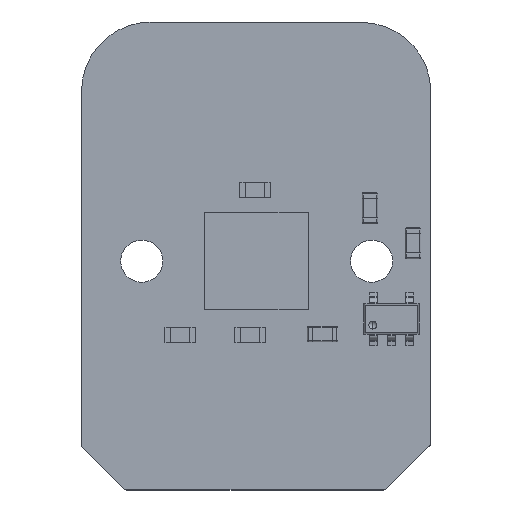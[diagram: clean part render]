
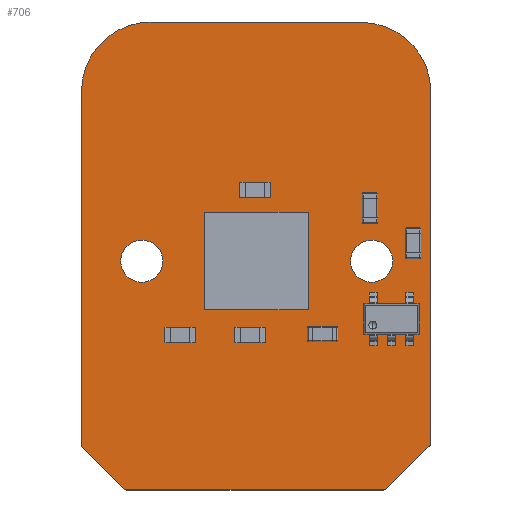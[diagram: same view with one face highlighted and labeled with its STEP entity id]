
A CAD part, top view. The second image highlights one B-rep face of the part: STEP entity #706.
In plain terms, the highlighted planar face has unit normal (0, 0, 1).
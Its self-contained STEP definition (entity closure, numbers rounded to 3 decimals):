
#67 = VERTEX_POINT('',#68);
#68 = CARTESIAN_POINT('',(110.665,70.735,0.));
#74 = EDGE_CURVE('',#67,#75,#77,.T.);
#75 = VERTEX_POINT('',#76);
#76 = CARTESIAN_POINT('',(112.915,68.485,0.));
#77 = LINE('',#78,#79);
#78 = CARTESIAN_POINT('',(110.665,70.735,0.));
#79 = VECTOR('',#80,1.);
#80 = DIRECTION('',(0.707,-0.707,0.));
#105 = EDGE_CURVE('',#75,#106,#108,.T.);
#106 = VERTEX_POINT('',#107);
#107 = CARTESIAN_POINT('',(113.005,68.448,0.));
#108 = CIRCLE('',#109,0.12);
#109 = AXIS2_PLACEMENT_3D('',#110,#111,#112);
#110 = CARTESIAN_POINT('',(113.002,68.568,0.));
#111 = DIRECTION('',(0.,0.,1.));
#112 = DIRECTION('',(-0.723,-0.691,0.));
#138 = EDGE_CURVE('',#106,#139,#141,.T.);
#139 = VERTEX_POINT('',#140);
#140 = CARTESIAN_POINT('',(126.406,68.448,0.));
#141 = LINE('',#142,#143);
#142 = CARTESIAN_POINT('',(113.005,68.448,0.));
#143 = VECTOR('',#144,1.);
#144 = DIRECTION('',(1.,0.,0.));
#169 = EDGE_CURVE('',#139,#170,#172,.T.);
#170 = VERTEX_POINT('',#171);
#171 = CARTESIAN_POINT('',(126.489,68.478,0.));
#172 = CIRCLE('',#173,0.135);
#173 = AXIS2_PLACEMENT_3D('',#174,#175,#176);
#174 = CARTESIAN_POINT('',(126.404,68.583,0.));
#175 = DIRECTION('',(0.,0.,1.));
#176 = DIRECTION('',(0.013,-1.,0.));
#202 = EDGE_CURVE('',#170,#203,#205,.T.);
#203 = VERTEX_POINT('',#204);
#204 = CARTESIAN_POINT('',(126.565,68.515,0.));
#205 = CIRCLE('',#206,0.128);
#206 = AXIS2_PLACEMENT_3D('',#207,#208,#209);
#207 = CARTESIAN_POINT('',(126.474,68.605,0.));
#208 = DIRECTION('',(0.,0.,1.));
#209 = DIRECTION('',(0.117,-0.993,0.));
#235 = EDGE_CURVE('',#203,#236,#238,.T.);
#236 = VERTEX_POINT('',#237);
#237 = CARTESIAN_POINT('',(128.781,70.731,0.));
#238 = LINE('',#239,#240);
#239 = CARTESIAN_POINT('',(126.565,68.515,0.));
#240 = VECTOR('',#241,1.);
#241 = DIRECTION('',(0.707,0.707,0.));
#266 = EDGE_CURVE('',#236,#267,#269,.T.);
#267 = VERTEX_POINT('',#268);
#268 = CARTESIAN_POINT('',(128.88,70.855,0.));
#269 = CIRCLE('',#270,0.126);
#270 = AXIS2_PLACEMENT_3D('',#271,#272,#273);
#271 = CARTESIAN_POINT('',(128.754,70.854,0.));
#272 = DIRECTION('',(0.,0.,1.));
#273 = DIRECTION('',(0.216,-0.976,0.));
#299 = EDGE_CURVE('',#267,#300,#302,.T.);
#300 = VERTEX_POINT('',#301);
#301 = CARTESIAN_POINT('',(128.88,89.294,0.));
#302 = LINE('',#303,#304);
#303 = CARTESIAN_POINT('',(128.88,70.855,0.));
#304 = VECTOR('',#305,1.);
#305 = DIRECTION('',(0.,1.,0.));
#330 = EDGE_CURVE('',#300,#331,#333,.T.);
#331 = VERTEX_POINT('',#332);
#332 = CARTESIAN_POINT('',(128.875,89.332,0.));
#333 = CIRCLE('',#334,0.125);
#334 = AXIS2_PLACEMENT_3D('',#335,#336,#337);
#335 = CARTESIAN_POINT('',(128.755,89.297,0.));
#336 = DIRECTION('',(0.,0.,1.));
#337 = DIRECTION('',(1.,-0.024,0.));
#363 = EDGE_CURVE('',#331,#364,#366,.T.);
#364 = VERTEX_POINT('',#365);
#365 = CARTESIAN_POINT('',(125.295,92.851,0.));
#366 = CIRCLE('',#367,3.622);
#367 = AXIS2_PLACEMENT_3D('',#368,#369,#370);
#368 = CARTESIAN_POINT('',(125.255,89.23,0.));
#369 = DIRECTION('',(0.,0.,1.));
#370 = DIRECTION('',(1.,0.028,0.));
#396 = EDGE_CURVE('',#364,#397,#399,.T.);
#397 = VERTEX_POINT('',#398);
#398 = CARTESIAN_POINT('',(125.275,92.852,0.));
#399 = CIRCLE('',#400,0.101);
#400 = AXIS2_PLACEMENT_3D('',#401,#402,#403);
#401 = CARTESIAN_POINT('',(125.28,92.752,0.));
#402 = DIRECTION('',(0.,0.,1.));
#403 = DIRECTION('',(0.149,0.989,0.));
#429 = EDGE_CURVE('',#397,#430,#432,.T.);
#430 = VERTEX_POINT('',#431);
#431 = CARTESIAN_POINT('',(114.406,92.852,0.));
#432 = LINE('',#433,#434);
#433 = CARTESIAN_POINT('',(125.275,92.852,0.));
#434 = VECTOR('',#435,1.);
#435 = DIRECTION('',(-1.,0.,0.));
#460 = EDGE_CURVE('',#430,#461,#463,.T.);
#461 = VERTEX_POINT('',#462);
#462 = CARTESIAN_POINT('',(114.335,92.875,0.));
#463 = CIRCLE('',#464,0.125);
#464 = AXIS2_PLACEMENT_3D('',#465,#466,#467);
#465 = CARTESIAN_POINT('',(114.334,92.75,0.));
#466 = DIRECTION('',(0.,0.,1.));
#467 = DIRECTION('',(0.578,0.816,0.));
#493 = EDGE_CURVE('',#461,#494,#496,.T.);
#494 = VERTEX_POINT('',#495);
#495 = CARTESIAN_POINT('',(110.652,89.393,0.));
#496 = CIRCLE('',#497,3.619);
#497 = AXIS2_PLACEMENT_3D('',#498,#499,#500);
#498 = CARTESIAN_POINT('',(114.269,89.256,0.));
#499 = DIRECTION('',(0.,0.,1.));
#500 = DIRECTION('',(0.018,1.,0.));
#526 = EDGE_CURVE('',#494,#527,#529,.T.);
#527 = VERTEX_POINT('',#528);
#528 = CARTESIAN_POINT('',(110.628,89.319,0.));
#529 = CIRCLE('',#530,0.123);
#530 = AXIS2_PLACEMENT_3D('',#531,#532,#533);
#531 = CARTESIAN_POINT('',(110.751,89.32,0.));
#532 = DIRECTION('',(0.,0.,1.));
#533 = DIRECTION('',(-0.805,0.594,0.));
#559 = EDGE_CURVE('',#527,#560,#562,.T.);
#560 = VERTEX_POINT('',#561);
#561 = CARTESIAN_POINT('',(110.628,70.825,0.));
#562 = LINE('',#563,#564);
#563 = CARTESIAN_POINT('',(110.628,89.319,0.));
#564 = VECTOR('',#565,1.);
#565 = DIRECTION('',(0.,-1.,0.));
#590 = EDGE_CURVE('',#560,#67,#591,.T.);
#591 = CIRCLE('',#592,0.12);
#592 = AXIS2_PLACEMENT_3D('',#593,#594,#595);
#593 = CARTESIAN_POINT('',(110.748,70.822,0.));
#594 = DIRECTION('',(0.,0.,1.));
#595 = DIRECTION('',(-1.,0.027,0.));
#616 = VERTEX_POINT('',#617);
#617 = CARTESIAN_POINT('',(114.892,80.391,0.));
#623 = EDGE_CURVE('',#616,#616,#624,.T.);
#624 = CIRCLE('',#625,1.1);
#625 = AXIS2_PLACEMENT_3D('',#626,#627,#628);
#626 = CARTESIAN_POINT('',(113.792,80.391,0.));
#627 = DIRECTION('',(0.,0.,1.));
#628 = DIRECTION('',(1.,0.,0.));
#649 = VERTEX_POINT('',#650);
#650 = CARTESIAN_POINT('',(126.892,80.391,0.));
#656 = EDGE_CURVE('',#649,#649,#657,.T.);
#657 = CIRCLE('',#658,1.1);
#658 = AXIS2_PLACEMENT_3D('',#659,#660,#661);
#659 = CARTESIAN_POINT('',(125.792,80.391,0.));
#660 = DIRECTION('',(0.,0.,1.));
#661 = DIRECTION('',(1.,0.,0.));
#706 = ADVANCED_FACE('',(#707,#726,#729),#732,.F.);
#707 = FACE_BOUND('',#708,.T.);
#708 = EDGE_LOOP('',(#709,#710,#711,#712,#713,#714,#715,#716,#717,#718,
    #719,#720,#721,#722,#723,#724,#725));
#709 = ORIENTED_EDGE('',*,*,#74,.T.);
#710 = ORIENTED_EDGE('',*,*,#105,.T.);
#711 = ORIENTED_EDGE('',*,*,#138,.T.);
#712 = ORIENTED_EDGE('',*,*,#169,.T.);
#713 = ORIENTED_EDGE('',*,*,#202,.T.);
#714 = ORIENTED_EDGE('',*,*,#235,.T.);
#715 = ORIENTED_EDGE('',*,*,#266,.T.);
#716 = ORIENTED_EDGE('',*,*,#299,.T.);
#717 = ORIENTED_EDGE('',*,*,#330,.T.);
#718 = ORIENTED_EDGE('',*,*,#363,.T.);
#719 = ORIENTED_EDGE('',*,*,#396,.T.);
#720 = ORIENTED_EDGE('',*,*,#429,.T.);
#721 = ORIENTED_EDGE('',*,*,#460,.T.);
#722 = ORIENTED_EDGE('',*,*,#493,.T.);
#723 = ORIENTED_EDGE('',*,*,#526,.T.);
#724 = ORIENTED_EDGE('',*,*,#559,.T.);
#725 = ORIENTED_EDGE('',*,*,#590,.T.);
#726 = FACE_BOUND('',#727,.F.);
#727 = EDGE_LOOP('',(#728));
#728 = ORIENTED_EDGE('',*,*,#623,.T.);
#729 = FACE_BOUND('',#730,.F.);
#730 = EDGE_LOOP('',(#731));
#731 = ORIENTED_EDGE('',*,*,#656,.T.);
#732 = PLANE('',#733);
#733 = AXIS2_PLACEMENT_3D('',#734,#735,#736);
#734 = CARTESIAN_POINT('',(110.665,70.735,0.));
#735 = DIRECTION('',(0.,0.,-1.));
#736 = DIRECTION('',(-1.,0.,0.));
